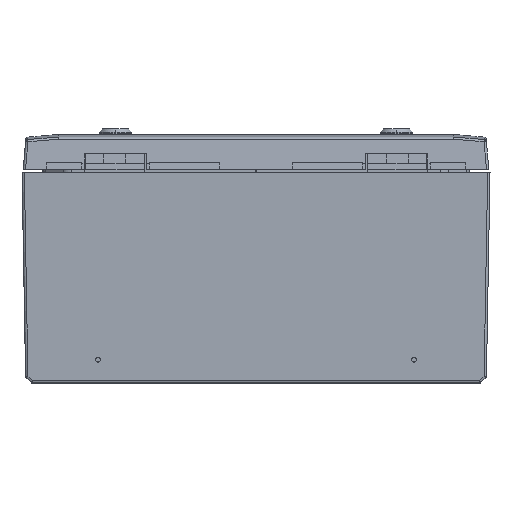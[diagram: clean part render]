
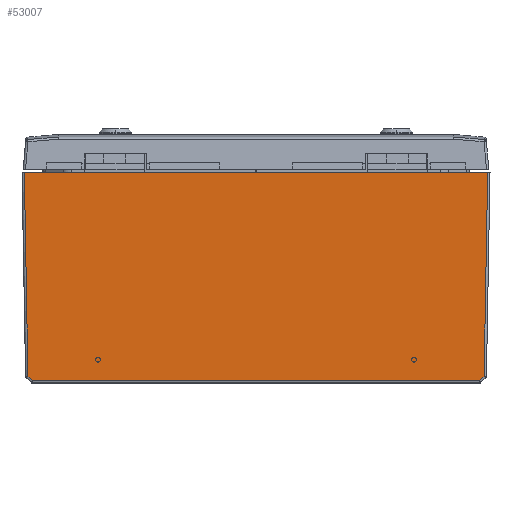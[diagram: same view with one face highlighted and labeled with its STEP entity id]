
A CAD part, left-side view. The second image highlights one B-rep face of the part: STEP entity #53007.
In plain terms, the highlighted face is planar.
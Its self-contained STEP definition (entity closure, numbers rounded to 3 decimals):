
#4392 = VECTOR ( 'NONE', #40638, 1000. ) ;
#5901 = LINE ( 'NONE', #28918, #4392 ) ;
#11713 = CARTESIAN_POINT ( 'NONE',  ( -191.03, -296.892, -178.035 ) ) ;
#13298 = CARTESIAN_POINT ( 'NONE',  ( -198.001, -300.001, 0.035 ) ) ;
#14719 = EDGE_CURVE ( 'NONE', #70686, #62259, #38209, .T. ) ;
#14737 = EDGE_CURVE ( 'NONE', #62259, #52209, #61221, .T. ) ;
#16188 = VECTOR ( 'NONE', #38949, 1000. ) ;
#18194 = LINE ( 'NONE', #13298, #44264 ) ;
#18396 = CARTESIAN_POINT ( 'NONE',  ( 191.03, -296.892, -178.035 ) ) ;
#18856 = ORIENTED_EDGE ( 'NONE', *, *, #35093, .T. ) ;
#20032 = EDGE_CURVE ( 'NONE', #31300, #70744, #25282, .T. ) ;
#20524 = CARTESIAN_POINT ( 'NONE',  ( -198., -300., 0. ) ) ;
#20525 = ORIENTED_EDGE ( 'NONE', *, *, #32661, .T. ) ;
#20762 = FACE_OUTER_BOUND ( 'NONE', #32298, .T. ) ;
#21130 = CARTESIAN_POINT ( 'NONE',  ( -200., -300., 0. ) ) ;
#25282 = LINE ( 'NONE', #32073, #50713 ) ;
#26796 = DIRECTION ( 'NONE',  ( 0., 0.017, -1. ) ) ;
#28918 = CARTESIAN_POINT ( 'NONE',  ( 84.576, -295.034, -284.489 ) ) ;
#31300 = VERTEX_POINT ( 'NONE', #20524 ) ;
#31895 = CARTESIAN_POINT ( 'NONE',  ( 198., -300., 0. ) ) ;
#32073 = CARTESIAN_POINT ( 'NONE',  ( -200., -300., 0. ) ) ;
#32089 = EDGE_CURVE ( 'NONE', #52209, #47610, #5901, .T. ) ;
#32298 = EDGE_LOOP ( 'NONE', ( #56943, #18856, #55501, #20525, #62081, #62384 ) ) ;
#32434 = DIRECTION ( 'NONE',  ( 1., 0., 0. ) ) ;
#32661 = EDGE_CURVE ( 'NONE', #31300, #70686, #18194, .T. ) ;
#33641 = CARTESIAN_POINT ( 'NONE',  ( -200., -296.892, -178.035 ) ) ;
#35093 = EDGE_CURVE ( 'NONE', #47610, #70744, #41354, .T. ) ;
#38209 = LINE ( 'NONE', #43853, #38276 ) ;
#38276 = VECTOR ( 'NONE', #39678, 1000. ) ;
#38949 = DIRECTION ( 'NONE',  ( 1., 0., 0. ) ) ;
#39678 = DIRECTION ( 'NONE',  ( 0.707, 0.012, -0.707 ) ) ;
#40638 = DIRECTION ( 'NONE',  ( 0.707, -0.012, 0.707 ) ) ;
#40972 = AXIS2_PLACEMENT_3D ( 'NONE', #21130, #72836, #26796 ) ;
#40978 = CARTESIAN_POINT ( 'NONE',  ( 197.879, -299.879, -6.943 ) ) ;
#41354 = LINE ( 'NONE', #40978, #45938 ) ;
#43853 = CARTESIAN_POINT ( 'NONE',  ( -284.545, -298.525, -84.519 ) ) ;
#44264 = VECTOR ( 'NONE', #47645, 1000. ) ;
#45938 = VECTOR ( 'NONE', #46263, 1000. ) ;
#46263 = DIRECTION ( 'NONE',  ( 0.017, -0.017, 1. ) ) ;
#47610 = VERTEX_POINT ( 'NONE', #60088 ) ;
#47645 = DIRECTION ( 'NONE',  ( 0.017, 0.017, -1. ) ) ;
#50713 = VECTOR ( 'NONE', #32434, 1000. ) ;
#52209 = VERTEX_POINT ( 'NONE', #18396 ) ;
#53007 = ADVANCED_FACE ( 'NONE', ( #20762 ), #61157, .T. ) ;
#53785 = CARTESIAN_POINT ( 'NONE',  ( -194.961, -296.961, -174.103 ) ) ;
#55501 = ORIENTED_EDGE ( 'NONE', *, *, #20032, .F. ) ;
#56943 = ORIENTED_EDGE ( 'NONE', *, *, #32089, .T. ) ;
#60088 = CARTESIAN_POINT ( 'NONE',  ( 194.961, -296.961, -174.103 ) ) ;
#61157 = PLANE ( 'NONE',  #40972 ) ;
#61221 = LINE ( 'NONE', #33641, #16188 ) ;
#62081 = ORIENTED_EDGE ( 'NONE', *, *, #14719, .T. ) ;
#62259 = VERTEX_POINT ( 'NONE', #11713 ) ;
#62384 = ORIENTED_EDGE ( 'NONE', *, *, #14737, .T. ) ;
#70686 = VERTEX_POINT ( 'NONE', #53785 ) ;
#70744 = VERTEX_POINT ( 'NONE', #31895 ) ;
#72836 = DIRECTION ( 'NONE',  ( 0., -1., -0.017 ) ) ;
